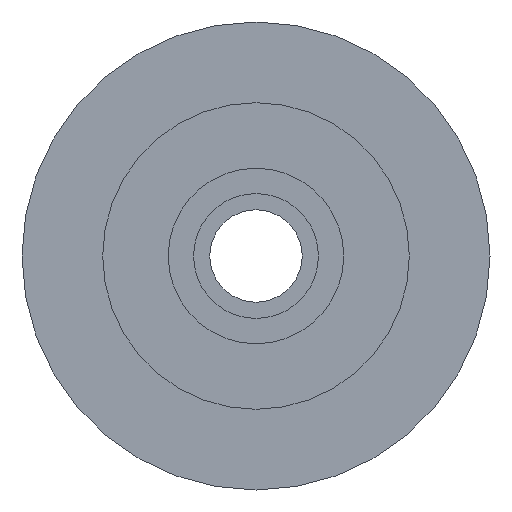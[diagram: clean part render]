
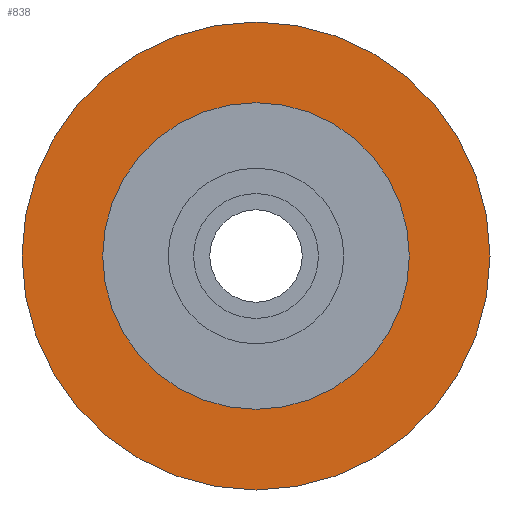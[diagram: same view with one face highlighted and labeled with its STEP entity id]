
A CAD part, front view. The second image highlights one B-rep face of the part: STEP entity #838.
In plain terms, the highlighted planar face has unit normal (0, -1, 0).
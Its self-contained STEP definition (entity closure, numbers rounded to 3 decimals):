
#104=FACE_BOUND('',#207,.T.);
#115=PLANE('',#975);
#143=FACE_OUTER_BOUND('',#206,.T.);
#206=EDGE_LOOP('',(#603,#604));
#207=EDGE_LOOP('',(#605,#606));
#322=CIRCLE('',#963,20.);
#323=CIRCLE('',#964,20.);
#328=CIRCLE('',#973,13.1);
#329=CIRCLE('',#974,13.1);
#374=VERTEX_POINT('',#1347);
#375=VERTEX_POINT('',#1349);
#380=VERTEX_POINT('',#1365);
#381=VERTEX_POINT('',#1367);
#453=EDGE_CURVE('',#374,#375,#322,.T.);
#454=EDGE_CURVE('',#375,#374,#323,.T.);
#461=EDGE_CURVE('',#381,#380,#328,.T.);
#462=EDGE_CURVE('',#380,#381,#329,.T.);
#603=ORIENTED_EDGE('',*,*,#454,.F.);
#604=ORIENTED_EDGE('',*,*,#453,.F.);
#605=ORIENTED_EDGE('',*,*,#461,.T.);
#606=ORIENTED_EDGE('',*,*,#462,.T.);
#838=ADVANCED_FACE('',(#143,#104),#115,.T.);
#963=AXIS2_PLACEMENT_3D('',#1350,#1095,#1096);
#964=AXIS2_PLACEMENT_3D('',#1351,#1097,#1098);
#973=AXIS2_PLACEMENT_3D('',#1368,#1117,#1118);
#974=AXIS2_PLACEMENT_3D('',#1369,#1119,#1120);
#975=AXIS2_PLACEMENT_3D('',#1370,#1121,#1122);
#1095=DIRECTION('center_axis',(0.,1.,0.));
#1096=DIRECTION('ref_axis',(1.,0.,0.));
#1097=DIRECTION('center_axis',(0.,1.,0.));
#1098=DIRECTION('ref_axis',(1.,0.,0.));
#1117=DIRECTION('center_axis',(0.,1.,0.));
#1118=DIRECTION('ref_axis',(1.,0.,0.));
#1119=DIRECTION('center_axis',(0.,1.,0.));
#1120=DIRECTION('ref_axis',(1.,0.,0.));
#1121=DIRECTION('center_axis',(0.,-1.,0.));
#1122=DIRECTION('ref_axis',(0.,0.,-1.));
#1347=CARTESIAN_POINT('',(20.,0.,0.));
#1349=CARTESIAN_POINT('',(-20.,0.,0.));
#1350=CARTESIAN_POINT('Origin',(0.,0.,0.));
#1351=CARTESIAN_POINT('Origin',(0.,0.,0.));
#1365=CARTESIAN_POINT('',(13.1,0.,0.));
#1367=CARTESIAN_POINT('',(-13.1,0.,0.));
#1368=CARTESIAN_POINT('Origin',(0.,0.,0.));
#1369=CARTESIAN_POINT('Origin',(0.,0.,0.));
#1370=CARTESIAN_POINT('Origin',(-20.,0.,0.));
